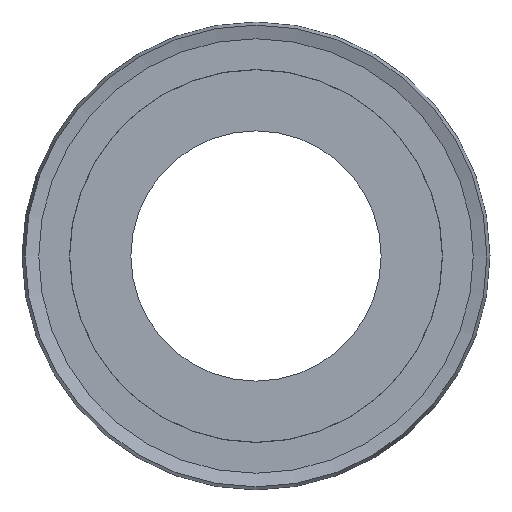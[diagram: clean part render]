
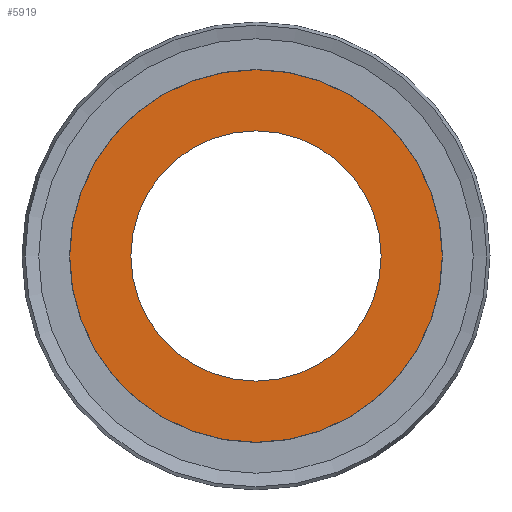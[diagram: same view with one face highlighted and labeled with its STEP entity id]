
A CAD part, left-side view. The second image highlights one B-rep face of the part: STEP entity #5919.
In plain terms, the highlighted planar face has unit normal (-1, 0, 0).
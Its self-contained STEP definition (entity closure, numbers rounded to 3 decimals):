
#964=FACE_BOUND('',#1600,.T.);
#1276=FACE_OUTER_BOUND('',#1599,.T.);
#1599=EDGE_LOOP('',(#5583));
#1600=EDGE_LOOP('',(#5584));
#2211=CIRCLE('',#6881,39.808);
#2213=CIRCLE('',#6885,26.746);
#2825=VERTEX_POINT('',#10922);
#2828=VERTEX_POINT('',#10942);
#3742=EDGE_CURVE('',#2825,#2825,#2211,.T.);
#3746=EDGE_CURVE('',#2828,#2828,#2213,.T.);
#5583=ORIENTED_EDGE('',*,*,#3742,.T.);
#5584=ORIENTED_EDGE('',*,*,#3746,.T.);
#5606=PLANE('',#6888);
#5919=ADVANCED_FACE('',(#1276,#964),#5606,.T.);
#6881=AXIS2_PLACEMENT_3D('',#10924,#9037,#9038);
#6885=AXIS2_PLACEMENT_3D('',#10943,#9045,#9046);
#6888=AXIS2_PLACEMENT_3D('',#11002,#9052,#9053);
#9037=DIRECTION('center_axis',(-1.,0.,0.));
#9038=DIRECTION('ref_axis',(0.,-1.,0.));
#9045=DIRECTION('center_axis',(1.,0.,0.));
#9046=DIRECTION('ref_axis',(0.,1.,0.));
#9052=DIRECTION('center_axis',(-1.,0.,0.));
#9053=DIRECTION('ref_axis',(0.,1.,0.));
#10922=CARTESIAN_POINT('',(-9.144,-12.478,-27.33));
#10924=CARTESIAN_POINT('Origin',(-9.144,27.33,-27.33));
#10942=CARTESIAN_POINT('',(-9.144,54.077,-27.33));
#10943=CARTESIAN_POINT('Origin',(-9.144,27.33,-27.33));
#11002=CARTESIAN_POINT('Origin',(-9.144,27.33,-27.33));
